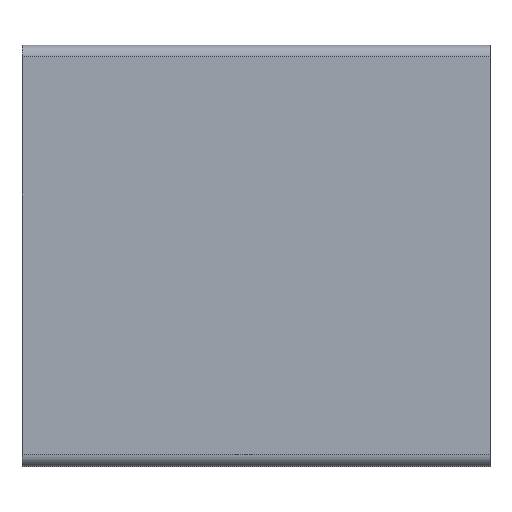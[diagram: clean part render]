
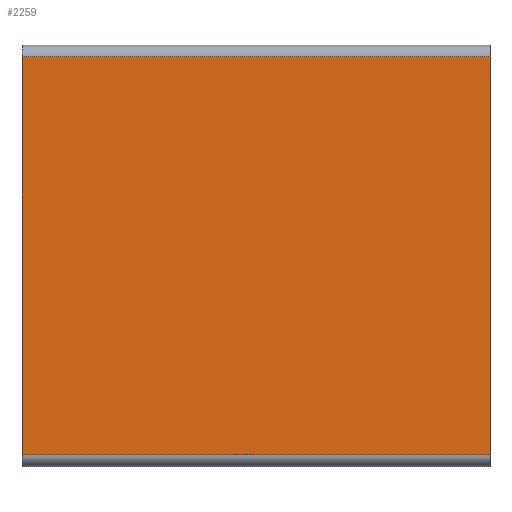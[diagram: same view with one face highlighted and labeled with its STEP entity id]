
A CAD part, top view. The second image highlights one B-rep face of the part: STEP entity #2259.
In plain terms, the highlighted planar face has unit normal (0, 0, 1).
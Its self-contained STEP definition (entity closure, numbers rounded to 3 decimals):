
#54 = DIRECTION ( 'NONE',  ( 0., -1., 0. ) ) ;
#529 = CARTESIAN_POINT ( 'NONE',  ( -40.816, 97.404, 45.006 ) ) ;
#577 = CARTESIAN_POINT ( 'NONE',  ( 59.184, 12.392, 45.006 ) ) ;
#582 = EDGE_CURVE ( 'NONE', #7815, #9413, #3961, .T. ) ;
#675 = CARTESIAN_POINT ( 'NONE',  ( 59.184, 12.392, 45.006 ) ) ;
#1317 = ORIENTED_EDGE ( 'NONE', *, *, #9756, .F. ) ;
#1552 = ORIENTED_EDGE ( 'NONE', *, *, #9900, .F. ) ;
#1738 = ORIENTED_EDGE ( 'NONE', *, *, #8590, .T. ) ;
#2070 = VERTEX_POINT ( 'NONE', #675 ) ;
#2259 = ADVANCED_FACE ( 'NONE', ( #8217 ), #12460, .F. ) ;
#3447 = VECTOR ( 'NONE', #54, 1000. ) ;
#3622 = CARTESIAN_POINT ( 'NONE',  ( -40.816, 12.392, 45.006 ) ) ;
#3961 = LINE ( 'NONE', #8503, #8914 ) ;
#4191 = AXIS2_PLACEMENT_3D ( 'NONE', #11521, #5797, #9591 ) ;
#4601 = ORIENTED_EDGE ( 'NONE', *, *, #582, .T. ) ;
#5797 = DIRECTION ( 'NONE',  ( 0., 0., -1. ) ) ;
#5998 = LINE ( 'NONE', #7675, #3447 ) ;
#6433 = LINE ( 'NONE', #577, #8233 ) ;
#6699 = DIRECTION ( 'NONE',  ( -1., 0., 0. ) ) ;
#6738 = VECTOR ( 'NONE', #11717, 1000. ) ;
#6892 = LINE ( 'NONE', #11848, #6738 ) ;
#7675 = CARTESIAN_POINT ( 'NONE',  ( -40.816, 97.404, 45.006 ) ) ;
#7815 = VERTEX_POINT ( 'NONE', #11248 ) ;
#8217 = FACE_OUTER_BOUND ( 'NONE', #9371, .T. ) ;
#8233 = VECTOR ( 'NONE', #8248, 1000. ) ;
#8248 = DIRECTION ( 'NONE',  ( -1., 0., 0. ) ) ;
#8503 = CARTESIAN_POINT ( 'NONE',  ( 59.184, 97.404, 45.006 ) ) ;
#8590 = EDGE_CURVE ( 'NONE', #9413, #9631, #5998, .T. ) ;
#8914 = VECTOR ( 'NONE', #6699, 1000. ) ;
#9371 = EDGE_LOOP ( 'NONE', ( #1738, #1552, #1317, #4601 ) ) ;
#9413 = VERTEX_POINT ( 'NONE', #529 ) ;
#9591 = DIRECTION ( 'NONE',  ( -1., 0., 0. ) ) ;
#9631 = VERTEX_POINT ( 'NONE', #3622 ) ;
#9756 = EDGE_CURVE ( 'NONE', #7815, #2070, #6892, .T. ) ;
#9900 = EDGE_CURVE ( 'NONE', #2070, #9631, #6433, .T. ) ;
#11248 = CARTESIAN_POINT ( 'NONE',  ( 59.184, 97.404, 45.006 ) ) ;
#11521 = CARTESIAN_POINT ( 'NONE',  ( 59.184, 97.404, 45.006 ) ) ;
#11717 = DIRECTION ( 'NONE',  ( 0., -1., 0. ) ) ;
#11848 = CARTESIAN_POINT ( 'NONE',  ( 59.184, 97.404, 45.006 ) ) ;
#12460 = PLANE ( 'NONE',  #4191 ) ;
